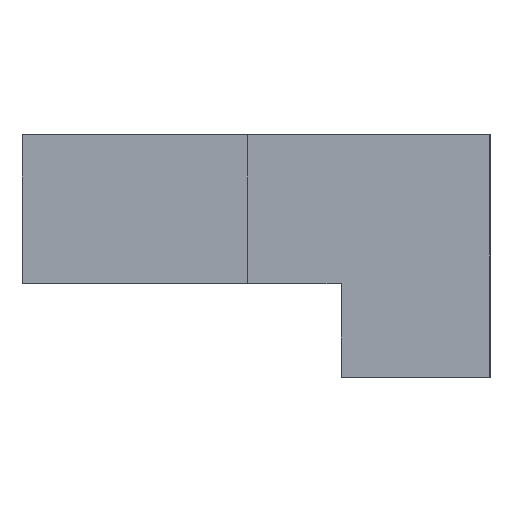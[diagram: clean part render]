
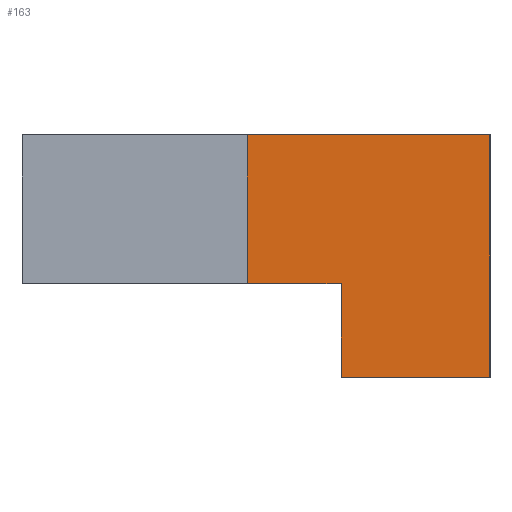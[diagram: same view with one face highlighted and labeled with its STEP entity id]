
A CAD part, left-side view. The second image highlights one B-rep face of the part: STEP entity #163.
In plain terms, the highlighted planar face has unit normal (-1, 0, 0).
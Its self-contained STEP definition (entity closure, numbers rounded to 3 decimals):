
#108=CARTESIAN_POINT('Axis2P3D Location',(0.,0.,0.)) ;
#113=CARTESIAN_POINT('Line Origine',(0.,28.5,19.75)) ;
#117=CARTESIAN_POINT('Vertex',(0.,28.5,28.5)) ;
#119=CARTESIAN_POINT('Vertex',(0.,28.5,11.)) ;
#122=CARTESIAN_POINT('Line Origine',(0.,23.,11.)) ;
#126=CARTESIAN_POINT('Vertex',(0.,17.5,11.)) ;
#129=CARTESIAN_POINT('Line Origine',(0.,17.5,5.5)) ;
#133=CARTESIAN_POINT('Vertex',(0.,17.5,0.)) ;
#136=CARTESIAN_POINT('Line Origine',(0.,8.75,0.)) ;
#140=CARTESIAN_POINT('Vertex',(0.,0.,0.)) ;
#143=CARTESIAN_POINT('Line Origine',(0.,0.,14.25)) ;
#147=CARTESIAN_POINT('Vertex',(0.,0.,28.5)) ;
#150=CARTESIAN_POINT('Line Origine',(0.,14.25,28.5)) ;
#109=DIRECTION('Axis2P3D Direction',(1.,0.,0.)) ;
#110=DIRECTION('Axis2P3D XDirection',(0.,1.,0.)) ;
#114=DIRECTION('Vector Direction',(0.,0.,-1.)) ;
#123=DIRECTION('Vector Direction',(0.,1.,0.)) ;
#130=DIRECTION('Vector Direction',(0.,0.,1.)) ;
#137=DIRECTION('Vector Direction',(0.,1.,0.)) ;
#144=DIRECTION('Vector Direction',(0.,0.,1.)) ;
#151=DIRECTION('Vector Direction',(0.,1.,0.)) ;
#111=AXIS2_PLACEMENT_3D('Plane Axis2P3D',#108,#109,#110) ;
#156=ORIENTED_EDGE('',*,*,#121,.T.) ;
#157=ORIENTED_EDGE('',*,*,#128,.F.) ;
#158=ORIENTED_EDGE('',*,*,#135,.F.) ;
#159=ORIENTED_EDGE('',*,*,#142,.F.) ;
#160=ORIENTED_EDGE('',*,*,#149,.F.) ;
#161=ORIENTED_EDGE('',*,*,#154,.F.) ;
#115=VECTOR('Line Direction',#114,1.) ;
#124=VECTOR('Line Direction',#123,1.) ;
#131=VECTOR('Line Direction',#130,1.) ;
#138=VECTOR('Line Direction',#137,1.) ;
#145=VECTOR('Line Direction',#144,1.) ;
#152=VECTOR('Line Direction',#151,1.) ;
#163=ADVANCED_FACE('Corps de pi\X2\00E8\X0\ce.2',(#162),#112,.F.) ;
#121=EDGE_CURVE('',#118,#120,#116,.T.) ;
#128=EDGE_CURVE('',#127,#120,#125,.T.) ;
#135=EDGE_CURVE('',#134,#127,#132,.T.) ;
#142=EDGE_CURVE('',#141,#134,#139,.T.) ;
#149=EDGE_CURVE('',#148,#141,#146,.F.) ;
#154=EDGE_CURVE('',#118,#148,#153,.F.) ;
#155=EDGE_LOOP('',(#156,#157,#158,#159,#160,#161)) ;
#162=FACE_OUTER_BOUND('',#155,.T.) ;
#116=LINE('Line',#113,#115) ;
#125=LINE('Line',#122,#124) ;
#132=LINE('Line',#129,#131) ;
#139=LINE('Line',#136,#138) ;
#146=LINE('Line',#143,#145) ;
#153=LINE('Line',#150,#152) ;
#112=PLANE('Plane',#111) ;
#118=VERTEX_POINT('',#117) ;
#120=VERTEX_POINT('',#119) ;
#127=VERTEX_POINT('',#126) ;
#134=VERTEX_POINT('',#133) ;
#141=VERTEX_POINT('',#140) ;
#148=VERTEX_POINT('',#147) ;
